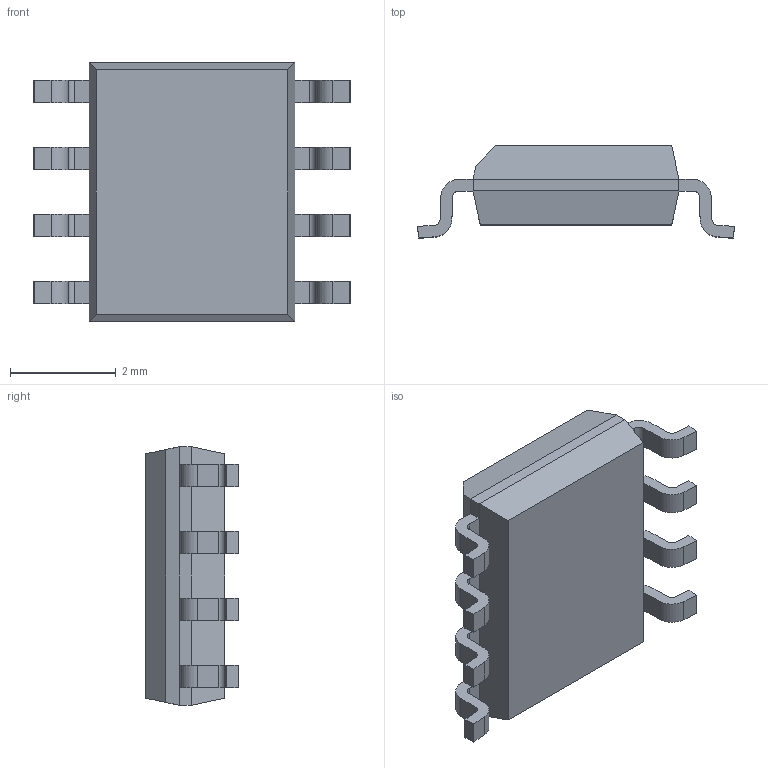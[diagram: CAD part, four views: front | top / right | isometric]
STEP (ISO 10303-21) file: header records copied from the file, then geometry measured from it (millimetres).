
FILE_DESCRIPTION(/* description */ ('STEP AP214'),/* implementation_level */ '2;1');
FILE_NAME(/* name */ 'METUPowerLab_Interfaces_CANBusBridges_SOIC-8_.step',/* time_stamp */ '2025-05-23T22:08:10+03:00',/* author */ (''),/* organization */ (''),/* preprocessor_version */ 'ST-DEVELOPER v20.1',/* originating_system */ 'Autodesk Translation Framework v14.10.0.0',/* authorisation */ '');
FILE_SCHEMA (('AUTOMOTIVE_DESIGN { 1 0 10303 214 3 1 1 }'));
Length unit declared in the file: millimetre
Products named in the file (1): D8
Bounding box: 6 x 1.75 x 4.9 mm (x, y, z)
Volume: 28.2 mm3; surface area: 78.4 mm2
Topology: 10 solids, 10 shells, 132 faces, 325 edges, 214 vertices
Faces by surface type: plane 98, cylinder 34
Full cylindrical faces by diameter (mm): 0.39 x2
Entity records: 3918 total; most frequent: CARTESIAN_POINT 672, DIRECTION 659, ORIENTED_EDGE 650, EDGE_CURVE 325, LINE 257, VECTOR 257, VERTEX_POINT 214, AXIS2_PLACEMENT_3D 201
